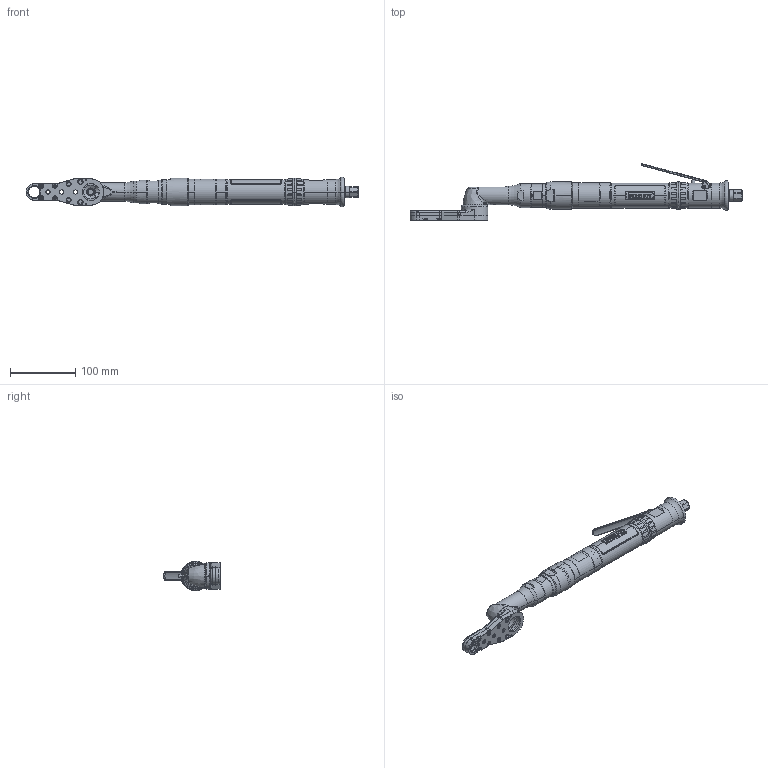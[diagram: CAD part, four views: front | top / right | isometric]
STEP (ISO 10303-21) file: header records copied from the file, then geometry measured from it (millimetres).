
FILE_DESCRIPTION((''),'2;1');
FILE_NAME('AA33LC362-25','2019-04-09T15:34:20',('DMG0713'),(''),'CREO PARAMETRIC BY PTC INC, 2017380','CREO PARAMETRIC BY PTC INC, 2017380','');
FILE_SCHEMA(('CONFIG_CONTROL_DESIGN'));
Products named in the file (1): AA33LC362-25
Bounding box: 507.59 x 87.07 x 45.42 mm (x, y, z)
Surface area: 142406 mm2 (no closed solid volume)
Topology: 0 solids, 134 shells, 1363 faces, 5963 edges, 4596 vertices
Faces by surface type: cylinder 511, plane 472, cone 107, bspline 106, torus 90, sphere 65, extrusion 12
Entity records: 103155 total; most frequent: CARTESIAN_POINT 57467, ORIENTED_EDGE 8940, DIRECTION 8684, EDGE_CURVE 5906, VERTEX_POINT 4596, AXIS2_PLACEMENT_3D 2910, VECTOR 2864, LINE 2852
